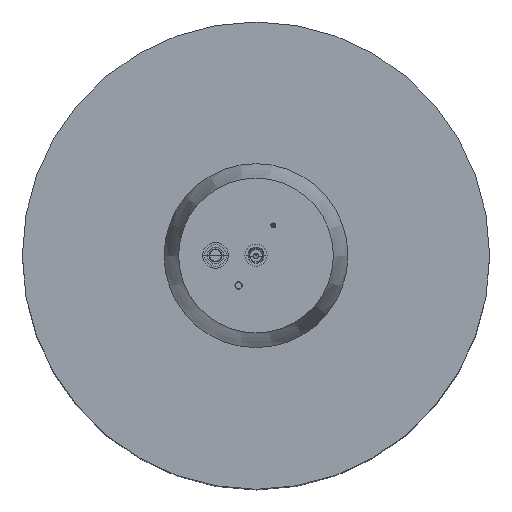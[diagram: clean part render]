
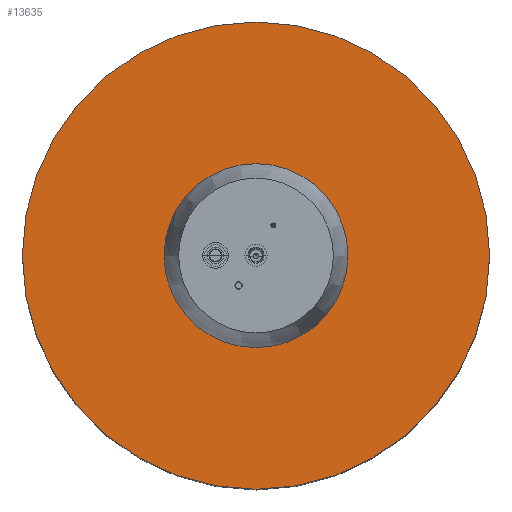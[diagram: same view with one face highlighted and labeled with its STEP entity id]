
A CAD part, top view. The second image highlights one B-rep face of the part: STEP entity #13635.
In plain terms, the highlighted planar face has unit normal (0, 0, 1).
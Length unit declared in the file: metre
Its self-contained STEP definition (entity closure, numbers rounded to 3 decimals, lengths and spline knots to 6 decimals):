
#761=PLANE('',#15903);
#1793=CIRCLE('',#15902,0.360373);
#1794=CIRCLE('',#15904,0.915494);
#3637=ORIENTED_EDGE('',*,*,#6219,.F.);
#3638=ORIENTED_EDGE('',*,*,#6218,.T.);
#6218=EDGE_CURVE('',#7743,#7743,#1793,.T.);
#6219=EDGE_CURVE('',#7744,#7744,#1794,.T.);
#7743=VERTEX_POINT('',#31709);
#7744=VERTEX_POINT('',#31712);
#10833=EDGE_LOOP('',(#3637));
#10834=EDGE_LOOP('',(#3638));
#12321=FACE_BOUND('',#10833,.T.);
#12322=FACE_BOUND('',#10834,.T.);
#13635=ADVANCED_FACE('',(#12321,#12322),#761,.F.);
#15902=AXIS2_PLACEMENT_3D('',#31708,#18958,#18959);
#15903=AXIS2_PLACEMENT_3D('',#31710,#18960,#18961);
#15904=AXIS2_PLACEMENT_3D('',#31711,#18962,#18963);
#18958=DIRECTION('',(0.,0.,-1.));
#18959=DIRECTION('',(-1.,0.,0.));
#18960=DIRECTION('',(0.,0.,-1.));
#18961=DIRECTION('',(-1.,0.,0.));
#18962=DIRECTION('',(0.,0.,-1.));
#18963=DIRECTION('',(-1.,0.,0.));
#31708=CARTESIAN_POINT('',(0.,0.,1.043513));
#31709=CARTESIAN_POINT('',(-0.360373,0.,1.043513));
#31710=CARTESIAN_POINT('',(-0.583959,0.,1.043513));
#31711=CARTESIAN_POINT('',(0.,0.,1.043513));
#31712=CARTESIAN_POINT('',(-0.915494,0.,1.043513));
